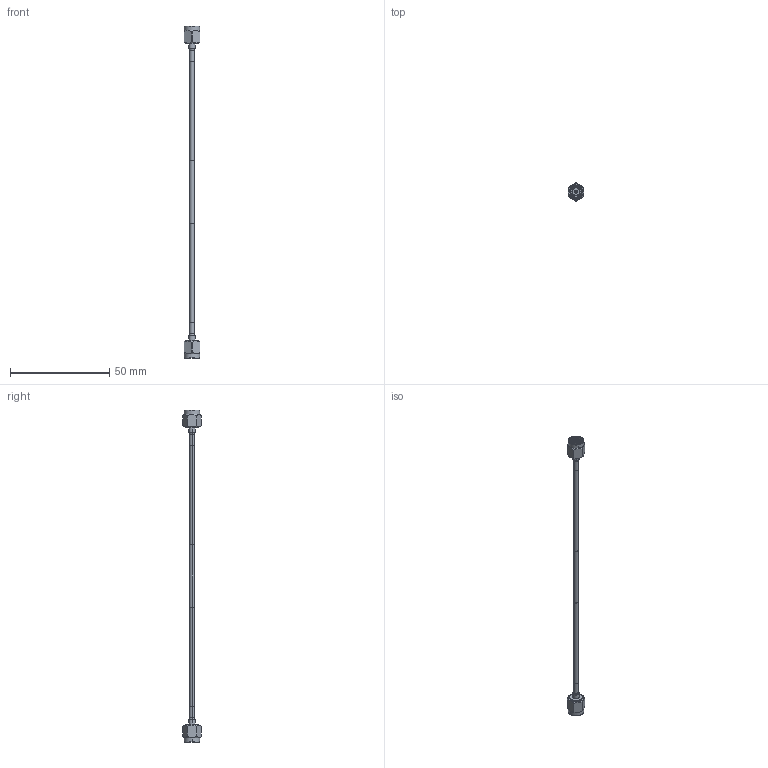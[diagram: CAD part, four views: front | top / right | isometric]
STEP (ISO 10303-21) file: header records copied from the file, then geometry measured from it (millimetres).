
FILE_DESCRIPTION (( 'STEP AP214' ), '1' );
FILE_NAME ('FMC00553_3D.step', '2023-02-06T15:46:19', ( '' ), ( '' ), 'SwSTEP 2.0', 'SolidWorks 2022', '' );
FILE_SCHEMA (( 'AUTOMOTIVE_DESIGN' ));
Length unit declared in the file: inch
Products named in the file (5): FMC00553_3D; Copy (2) of SC3020^FMC00553; Copy of SC3020^FMC00553; Part6^FMC00553; Copy of FM-SR086TB^FMC00553
Assembly tree (4 placements, depth 2):
  FMC00553_3D
    Copy of SC3020^FMC00553
    Copy (2) of SC3020^FMC00553
    Copy of FM-SR086TB^FMC00553
    Part6^FMC00553
Bounding box: 7.94 x 9.12 x 167.32 mm (x, y, z)
Volume: 1358.5 mm3; surface area: 2782.7 mm2
Topology: 6 solids, 6 shells, 186 faces, 416 edges, 256 vertices
Faces by surface type: cylinder 82, cone 48, plane 38, torus 12, bspline 6
Entity records: 7124 total; most frequent: CARTESIAN_POINT 2839, DIRECTION 878, ORIENTED_EDGE 832, EDGE_CURVE 416, AXIS2_PLACEMENT_3D 375, VERTEX_POINT 256, EDGE_LOOP 206, CIRCLE 188
